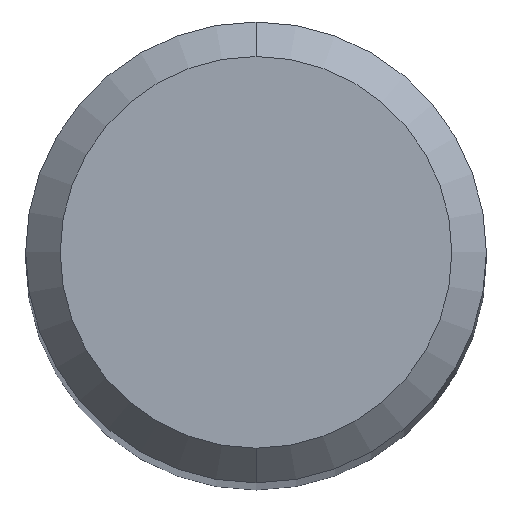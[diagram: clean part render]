
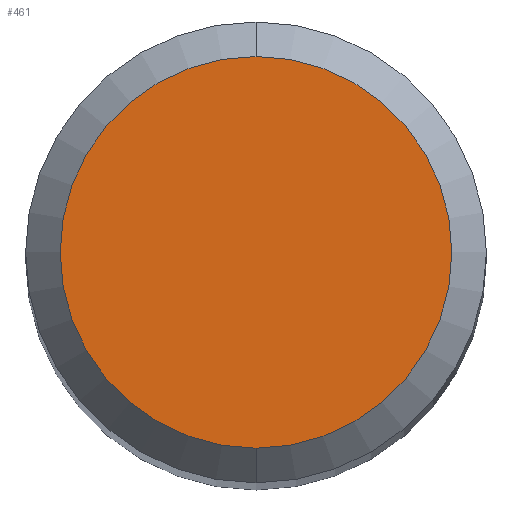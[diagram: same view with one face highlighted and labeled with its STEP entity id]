
A CAD part, top view. The second image highlights one B-rep face of the part: STEP entity #461.
In plain terms, the highlighted planar face has unit normal (0, 0, 1).
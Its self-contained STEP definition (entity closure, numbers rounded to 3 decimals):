
#297=EDGE_CURVE('',#299,#435,#614,.T.);
#299=VERTEX_POINT('',#616);
#363=EDGE_CURVE('',#435,#299,#688,.T.);
#435=VERTEX_POINT('',#769);
#461=ADVANCED_FACE('',(#797),#798,.T.);
#614=CIRCLE('',#1087,1.7);
#616=CARTESIAN_POINT('',(0.0,1.7,0.0));
#688=CIRCLE('',#1237,1.7);
#769=CARTESIAN_POINT('',(0.,-1.7,0.0));
#797=FACE_OUTER_BOUND('',#1438,.T.);
#798=PLANE('',#1439);
#1087=AXIS2_PLACEMENT_3D('',#1585,#1586,#1587);
#1237=AXIS2_PLACEMENT_3D('',#1670,#1671,#1672);
#1438=EDGE_LOOP('',(#1799,#1800));
#1439=AXIS2_PLACEMENT_3D('',#1801,#1802,#1803);
#1585=CARTESIAN_POINT('',(0.0,0.0,0.0));
#1586=DIRECTION('',(0.0,0.0,-1.0));
#1587=DIRECTION('',(0.0,1.0,0.0));
#1670=CARTESIAN_POINT('',(0.0,0.0,0.0));
#1671=DIRECTION('',(0.0,0.0,-1.0));
#1672=DIRECTION('',(0.0,1.0,0.0));
#1799=ORIENTED_EDGE('',*,*,#297,.F.);
#1800=ORIENTED_EDGE('',*,*,#363,.F.);
#1801=CARTESIAN_POINT('',(0.0,0.85,0.0));
#1802=DIRECTION('',(-0.0,0.0,1.0));
#1803=DIRECTION('',(0.0,-1.0,0.0));
